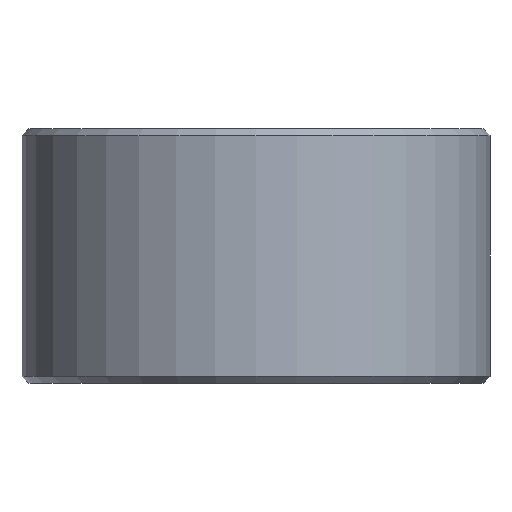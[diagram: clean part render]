
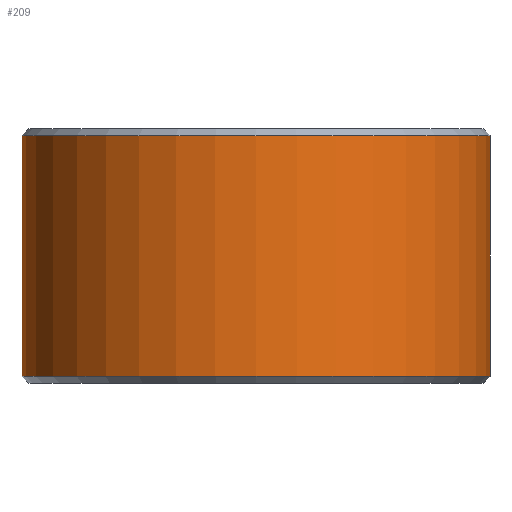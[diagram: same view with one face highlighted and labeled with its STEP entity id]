
A CAD part, front view. The second image highlights one B-rep face of the part: STEP entity #209.
In plain terms, the highlighted cylindrical face has radius 8.636 mm (diameter 17.272 mm), a partial arc.
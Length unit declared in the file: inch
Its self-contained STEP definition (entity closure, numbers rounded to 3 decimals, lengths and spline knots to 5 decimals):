
#2 = EDGE_CURVE ( 'NONE', #356, #317, #402, .T. ) ;
#6 = EDGE_CURVE ( 'NONE', #346, #344, #254, .T. ) ;
#10 = CYLINDRICAL_SURFACE ( 'NONE', #71, 0.34 ) ;
#44 = CARTESIAN_POINT ( 'NONE',  ( 0., 0., 0.37 ) ) ;
#51 = DIRECTION ( 'NONE',  ( 0., 0., 1. ) ) ;
#71 = AXIS2_PLACEMENT_3D ( 'NONE', #44, #95, #341 ) ;
#93 = AXIS2_PLACEMENT_3D ( 'NONE', #101, #357, #125 ) ;
#95 = DIRECTION ( 'NONE',  ( 0., 0., -1. ) ) ;
#100 = CARTESIAN_POINT ( 'NONE',  ( -0.34, 0., 0.37 ) ) ;
#101 = CARTESIAN_POINT ( 'NONE',  ( 0., 0., 0.36 ) ) ;
#103 = AXIS2_PLACEMENT_3D ( 'NONE', #214, #51, #249 ) ;
#109 = CARTESIAN_POINT ( 'NONE',  ( 0.34, 0., 0.01 ) ) ;
#118 = DIRECTION ( 'NONE',  ( 0., 0., -1. ) ) ;
#125 = DIRECTION ( 'NONE',  ( 1., 0., 0. ) ) ;
#161 = FACE_OUTER_BOUND ( 'NONE', #309, .T. ) ;
#164 = CIRCLE ( 'NONE', #103, 0.34 ) ;
#174 = CIRCLE ( 'NONE', #93, 0.34 ) ;
#196 = EDGE_CURVE ( 'NONE', #356, #346, #174, .T. ) ;
#200 = EDGE_CURVE ( 'NONE', #344, #317, #164, .T. ) ;
#208 = CARTESIAN_POINT ( 'NONE',  ( 0.34, 0., 0.37 ) ) ;
#209 = ADVANCED_FACE ( 'NONE', ( #161 ), #10, .T. ) ;
#214 = CARTESIAN_POINT ( 'NONE',  ( 0., 0., 0.01 ) ) ;
#218 = CARTESIAN_POINT ( 'NONE',  ( 0.34, 0., 0.36 ) ) ;
#235 = ORIENTED_EDGE ( 'NONE', *, *, #6, .T. ) ;
#246 = VECTOR ( 'NONE', #351, 39.37008 ) ;
#249 = DIRECTION ( 'NONE',  ( 1., 0., 0. ) ) ;
#252 = VECTOR ( 'NONE', #118, 39.37008 ) ;
#254 = LINE ( 'NONE', #100, #246 ) ;
#272 = CARTESIAN_POINT ( 'NONE',  ( -0.34, 0., 0.36 ) ) ;
#309 = EDGE_LOOP ( 'NONE', ( #365, #330, #235, #374 ) ) ;
#317 = VERTEX_POINT ( 'NONE', #109 ) ;
#330 = ORIENTED_EDGE ( 'NONE', *, *, #196, .T. ) ;
#341 = DIRECTION ( 'NONE',  ( -1., 0., 0. ) ) ;
#344 = VERTEX_POINT ( 'NONE', #381 ) ;
#346 = VERTEX_POINT ( 'NONE', #272 ) ;
#351 = DIRECTION ( 'NONE',  ( 0., 0., -1. ) ) ;
#356 = VERTEX_POINT ( 'NONE', #218 ) ;
#357 = DIRECTION ( 'NONE',  ( 0., 0., -1. ) ) ;
#365 = ORIENTED_EDGE ( 'NONE', *, *, #2, .F. ) ;
#374 = ORIENTED_EDGE ( 'NONE', *, *, #200, .T. ) ;
#381 = CARTESIAN_POINT ( 'NONE',  ( -0.34, 0., 0.01 ) ) ;
#402 = LINE ( 'NONE', #208, #252 ) ;
